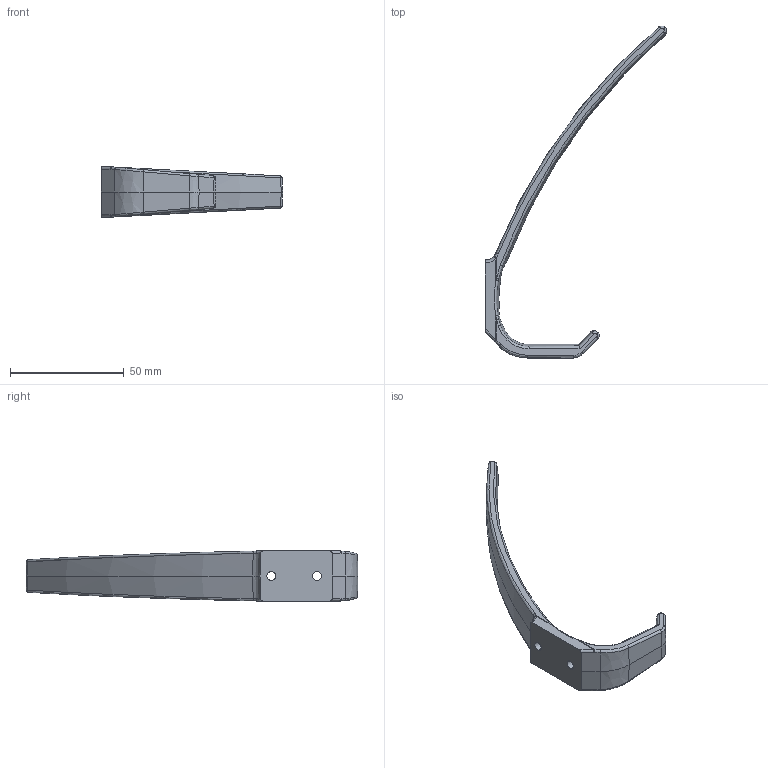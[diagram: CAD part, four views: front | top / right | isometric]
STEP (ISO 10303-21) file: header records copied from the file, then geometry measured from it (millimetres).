
FILE_DESCRIPTION(('Creo Elements/Direct Modeling STEP Export'),'2;1');
FILE_NAME('0292.stp','2022-01-12T15:24:49',(''),(''),'Creo Elements/Direct Modeling STEP processor for AP214 (Solid Model)','Creo Elements/Direct Modeling 20.0 12-Nov-2016 (C) Parametric Technology GmbH','');
FILE_SCHEMA(('AUTOMOTIVE_DESIGN { 1 0 10303 214 1 1 1 1 }'));
Length unit declared in the file: millimetre
Products named in the file (1): Kleiderhaken
Bounding box: 79.69 x 145.65 x 22 mm (x, y, z)
Volume: 19885.6 mm3; surface area: 9831.4 mm2
Topology: 1 solids, 1 shells, 110 faces, 264 edges, 154 vertices
Faces by surface type: bspline 36, cylinder 28, cone 22, plane 20, torus 4
Entity records: 7726 total; most frequent: CARTESIAN_POINT 5620, ORIENTED_EDGE 528, DIRECTION 307, EDGE_CURVE 264, VERTEX_POINT 154, EDGE_LOOP 112, FACE_OUTER_BOUND 110, ADVANCED_FACE 110
